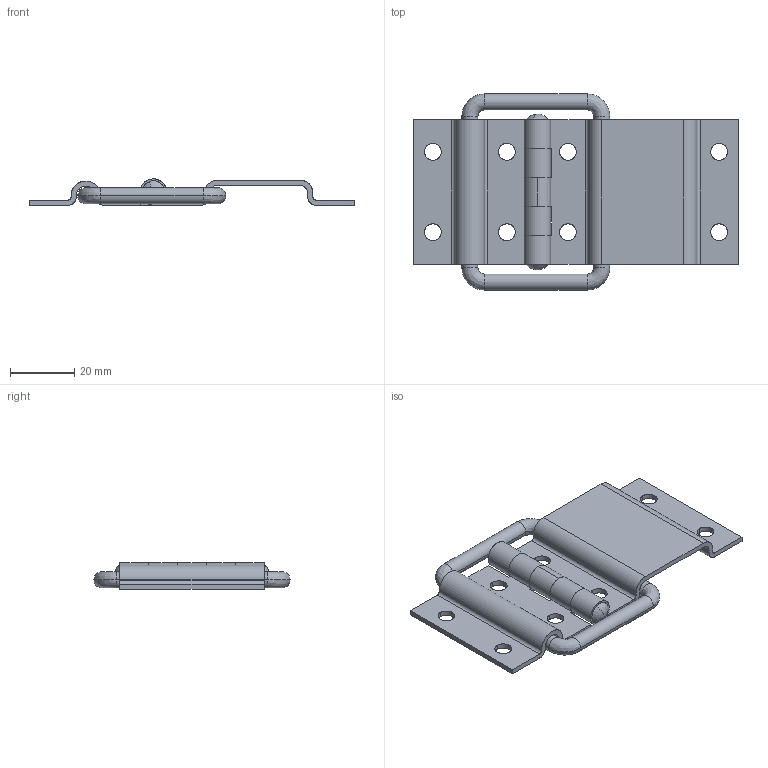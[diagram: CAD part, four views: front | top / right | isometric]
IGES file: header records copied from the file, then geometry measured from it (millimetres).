
Start section: SolidWorks IGES file using analytic representation for surfaces
Global section: file name: TH_6B.IGS,15HSolidWorks; native system: 2015; preprocessor: SolidWorks 2015; author: Yoshitsune; date: 150522.094813; units: millimetre
Bounding box: 101 x 61 x 8.2 mm (x, y, z)
Surface area: 16278.8 mm2 (no closed solid volume)
Topology: 0 solids, 0 shells, 128 faces, 2076 edges, 2074 vertices
Faces by surface type: revolution 74, bspline 54
